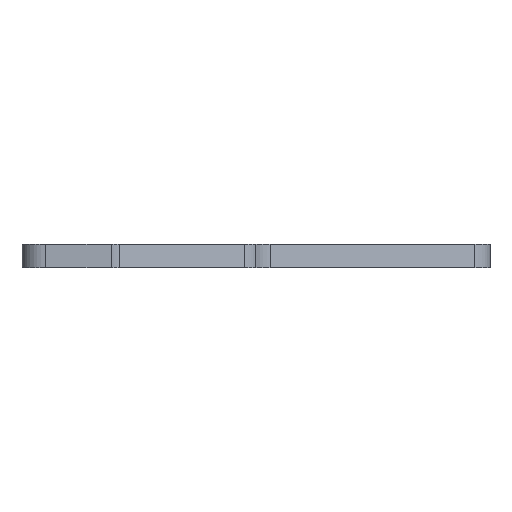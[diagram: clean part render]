
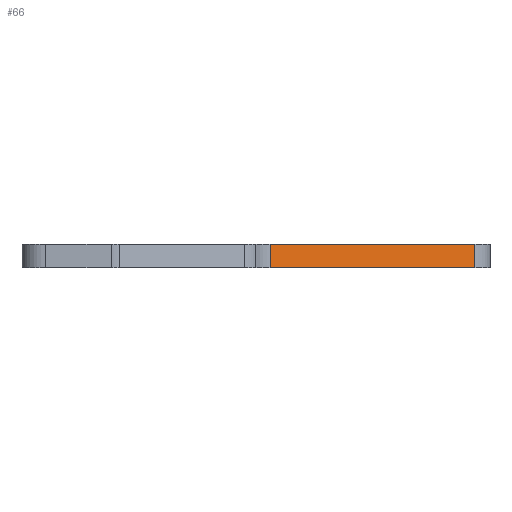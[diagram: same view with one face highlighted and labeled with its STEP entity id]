
A CAD part, left-side view. The second image highlights one B-rep face of the part: STEP entity #66.
In plain terms, the highlighted planar face has unit normal (-0.936, -0.351, 0).
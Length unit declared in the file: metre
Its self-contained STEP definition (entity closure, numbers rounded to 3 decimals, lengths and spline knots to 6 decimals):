
#66 = ADVANCED_FACE( '', ( #166 ), #167, .F. );
#166 = FACE_OUTER_BOUND( '', #287, .T. );
#167 = PLANE( '', #288 );
#287 = EDGE_LOOP( '', ( #461, #462, #463, #464 ) );
#288 = AXIS2_PLACEMENT_3D( '', #465, #466, #467 );
#461 = ORIENTED_EDGE( '', *, *, #679, .F. );
#462 = ORIENTED_EDGE( '', *, *, #706, .T. );
#463 = ORIENTED_EDGE( '', *, *, #647, .T. );
#464 = ORIENTED_EDGE( '', *, *, #707, .T. );
#465 = CARTESIAN_POINT( '', ( -0.036383, 0.043688, 0.005 ) );
#466 = DIRECTION( '', ( 0.936, 0.351, 0. ) );
#467 = DIRECTION( '', ( -0.351, 0.936, 0. ) );
#647 = EDGE_CURVE( '', #761, #762, #763, .T. );
#679 = EDGE_CURVE( '', #817, #819, #820, .T. );
#706 = EDGE_CURVE( '', #817, #761, #868, .F. );
#707 = EDGE_CURVE( '', #762, #819, #869, .F. );
#761 = VERTEX_POINT( '', #923 );
#762 = VERTEX_POINT( '', #924 );
#763 = LINE( '', #925, #926 );
#817 = VERTEX_POINT( '', #994 );
#819 = VERTEX_POINT( '', #996 );
#820 = LINE( '', #997, #998 );
#868 = LINE( '', #1055, #1056 );
#869 = LINE( '', #1057, #1058 );
#923 = CARTESIAN_POINT( '', ( -0.037619, 0.046984, 0. ) );
#924 = CARTESIAN_POINT( '', ( -0.021217, 0.003244, 0. ) );
#925 = CARTESIAN_POINT( '', ( -0.036383, 0.043688, 0. ) );
#926 = VECTOR( '', #1132, 1. );
#994 = CARTESIAN_POINT( '', ( -0.037619, 0.046984, 0.005 ) );
#996 = CARTESIAN_POINT( '', ( -0.021217, 0.003244, 0.005 ) );
#997 = CARTESIAN_POINT( '', ( -0.036383, 0.043688, 0.005 ) );
#998 = VECTOR( '', #1186, 1. );
#1055 = CARTESIAN_POINT( '', ( -0.037619, 0.046984, 0.005 ) );
#1056 = VECTOR( '', #1241, 1. );
#1057 = CARTESIAN_POINT( '', ( -0.021217, 0.003244, 0.005 ) );
#1058 = VECTOR( '', #1242, 1. );
#1132 = DIRECTION( '', ( 0.351, -0.936, 0. ) );
#1186 = DIRECTION( '', ( 0.351, -0.936, 0. ) );
#1241 = DIRECTION( '', ( 0., 0., 1. ) );
#1242 = DIRECTION( '', ( 0., 0., -1. ) );
